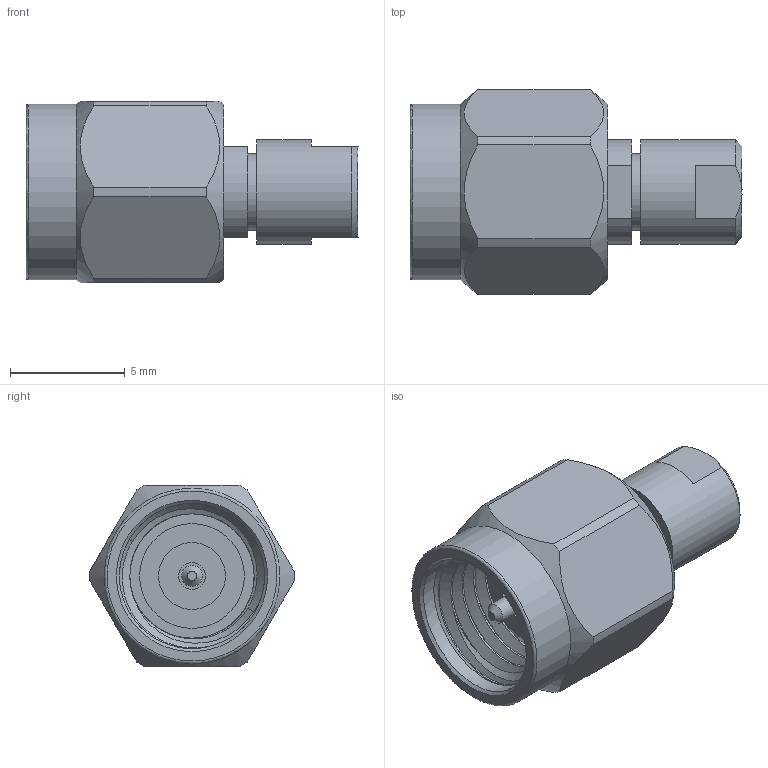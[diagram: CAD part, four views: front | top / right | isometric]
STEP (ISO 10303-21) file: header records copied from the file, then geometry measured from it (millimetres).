
FILE_DESCRIPTION (( 'STEP AP203' ), '1' );
FILE_NAME ('PE44797_3D.step', '2021-05-17T22:13:22', ( '' ), ( '' ), 'SwSTEP 2.0', 'SolidWorks 2020', '' );
FILE_SCHEMA (( 'CONFIG_CONTROL_DESIGN' ));
Length unit declared in the file: inch
Products named in the file (1): PE44797_3D
Bounding box: 14.49 x 8.93 x 7.94 mm (x, y, z)
Volume: 366.9 mm3; surface area: 736.1 mm2
Topology: 1 solids, 1 shells, 60 faces, 147 edges, 98 vertices
Faces by surface type: plane 24, cylinder 22, cone 10, bspline 4
Full cylindrical faces by diameter (mm): 0.914 x1, 1.168 x1, 1.27 x1, 2.92 x1, 3.364 x1, 4.572 x2, 6.35 x6, 7.671 x1
Entity records: 2665 total; most frequent: CARTESIAN_POINT 1451, DIRECTION 230, ORIENTED_EDGE 214, EDGE_CURVE 107, AXIS2_PLACEMENT_3D 98, EDGE_LOOP 80, VERTEX_POINT 79, FACE_OUTER_BOUND 65
